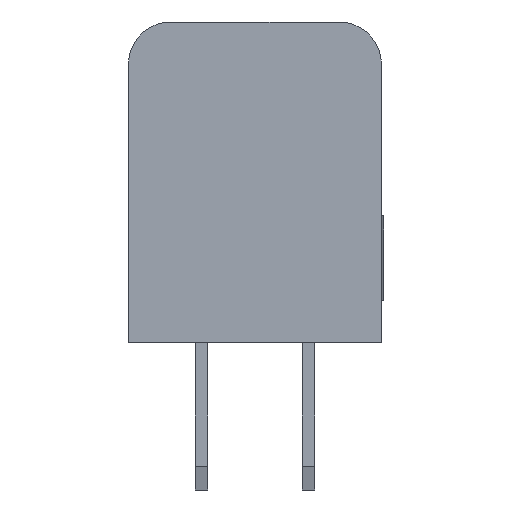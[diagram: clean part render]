
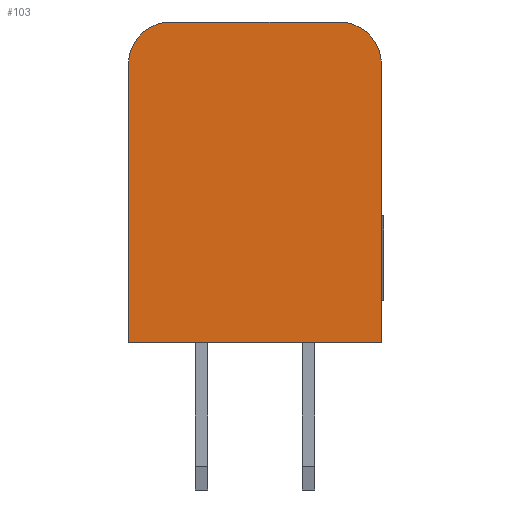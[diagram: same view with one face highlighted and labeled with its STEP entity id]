
A CAD part, left-side view. The second image highlights one B-rep face of the part: STEP entity #103.
In plain terms, the highlighted planar face has unit normal (-1, 0, 0).
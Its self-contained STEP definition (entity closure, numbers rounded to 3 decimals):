
#103=ADVANCED_FACE('',(#4039),#4041,.T.);
#4039=FACE_BOUND('',#4040,.T.);
#4040=EDGE_LOOP('',(#7238,#7239,#7240,#7241,#7242,#7243));
#4041=PLANE('',#4042);
#4042=AXIS2_PLACEMENT_3D('',#4043,#4044,#4045);
#4043=CARTESIAN_POINT('',(-3.82,0.,0.));
#4044=DIRECTION('',(-1.,0.,0.));
#4045=DIRECTION('',(0.,0.,1.));
#7238=ORIENTED_EDGE('',*,*,#9481,.F.);
#7239=ORIENTED_EDGE('',*,*,#9482,.T.);
#7240=ORIENTED_EDGE('',*,*,#9483,.T.);
#7241=ORIENTED_EDGE('',*,*,#9443,.T.);
#7242=ORIENTED_EDGE('',*,*,#9480,.F.);
#7243=ORIENTED_EDGE('',*,*,#9484,.T.);
#9443=EDGE_CURVE('',#10570,#10568,#10571,.T.);
#9480=EDGE_CURVE('',#10638,#10568,#10640,.F.);
#9481=EDGE_CURVE('',#10641,#10642,#10643,.F.);
#9482=EDGE_CURVE('',#10641,#10644,#10645,.T.);
#9483=EDGE_CURVE('',#10644,#10570,#10646,.T.);
#9484=EDGE_CURVE('',#10638,#10642,#10647,.T.);
#10568=VERTEX_POINT('',#12443);
#10570=VERTEX_POINT('',#12447);
#10571=LINE('',#12448,#12449);
#10638=VERTEX_POINT('',#12608);
#10640=CIRCLE('',#12612,1.);
#10641=VERTEX_POINT('',#12616);
#10642=VERTEX_POINT('',#12617);
#10643=CIRCLE('',#12618,1.);
#10644=VERTEX_POINT('',#12622);
#10645=LINE('',#12623,#12624);
#10646=LINE('',#12626,#12627);
#10647=LINE('',#12629,#12630);
#12443=CARTESIAN_POINT('',(-3.82,-1.73,6.6));
#12447=CARTESIAN_POINT('',(-3.82,-1.73,0.));
#12448=CARTESIAN_POINT('',(-3.82,-1.73,0.));
#12449=VECTOR('',#12450,1.);
#12450=DIRECTION('',(0.,0.,1.));
#12608=CARTESIAN_POINT('',(-3.82,-0.73,7.6));
#12612=AXIS2_PLACEMENT_3D('',#12613,#12614,#12615);
#12613=CARTESIAN_POINT('',(-3.82,-0.73,6.6));
#12614=DIRECTION('',(-1.,0.,0.));
#12615=DIRECTION('',(0.,-1.,0.));
#12616=CARTESIAN_POINT('',(-3.82,4.27,6.6));
#12617=CARTESIAN_POINT('',(-3.82,3.27,7.6));
#12618=AXIS2_PLACEMENT_3D('',#12619,#12620,#12621);
#12619=CARTESIAN_POINT('',(-3.82,3.27,6.6));
#12620=DIRECTION('',(-1.,0.,0.));
#12621=DIRECTION('',(0.,0.,1.));
#12622=CARTESIAN_POINT('',(-3.82,4.27,0.));
#12623=CARTESIAN_POINT('',(-3.82,4.27,6.6));
#12624=VECTOR('',#12625,1.);
#12625=DIRECTION('',(0.,0.,-1.));
#12626=CARTESIAN_POINT('',(-3.82,4.27,0.));
#12627=VECTOR('',#12628,1.);
#12628=DIRECTION('',(0.,-1.,0.));
#12629=CARTESIAN_POINT('',(-3.82,-0.73,7.6));
#12630=VECTOR('',#12631,1.);
#12631=DIRECTION('',(0.,1.,0.));
